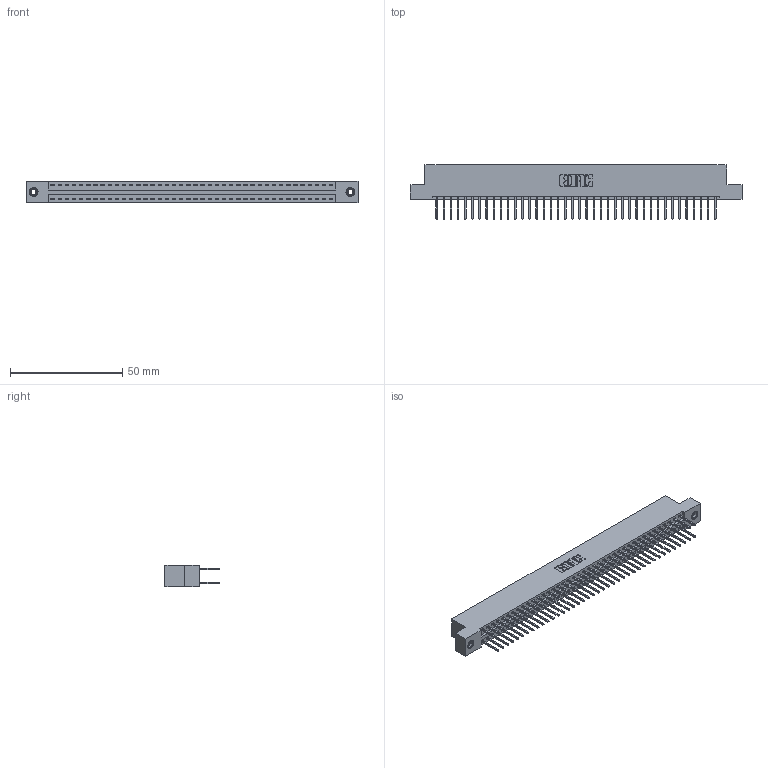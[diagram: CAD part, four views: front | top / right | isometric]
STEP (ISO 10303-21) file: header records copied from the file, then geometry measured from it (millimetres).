
FILE_DESCRIPTION (( 'STEP AP203' ), '1' );
FILE_NAME ('396-080-526-208.STEP', '2019-10-30T22:51:24', ( '' ), ( '' ), 'SwSTEP 2.0', 'SolidWorks 2016', '' );
FILE_SCHEMA (( 'CONFIG_CONTROL_DESIGN' ));
Length unit declared in the file: inch
Products named in the file (4): 346 Part_Flush Mounting Lugs - 0.156 Dia-TI; 345-292-001_345-293-126; 396-080-526-208; 345-250-001_345-250-003-102
Assembly tree (83 placements, depth 2):
  396-080-526-208
    346 Part_Flush Mounting Lugs - 0.156 Dia-TI
    345-292-001_345-293-126  x80
    345-250-001_345-250-003-102  x2
Bounding box: 147.57 x 24.13 x 9.4 mm (x, y, z)
Volume: 14499.5 mm3; surface area: 20506.2 mm2
Topology: 83 solids, 83 shells, 4342 faces, 12865 edges, 8462 vertices
Faces by surface type: plane 2908, cylinder 1418, cone 12, torus 4
Entity records: 27578 total; most frequent: CARTESIAN_POINT 4531, ORIENTED_EDGE 4458, DIRECTION 4071, EDGE_CURVE 2229, VECTOR 1917, LINE 1917, VERTEX_POINT 1480, AXIS2_PLACEMENT_3D 1077
